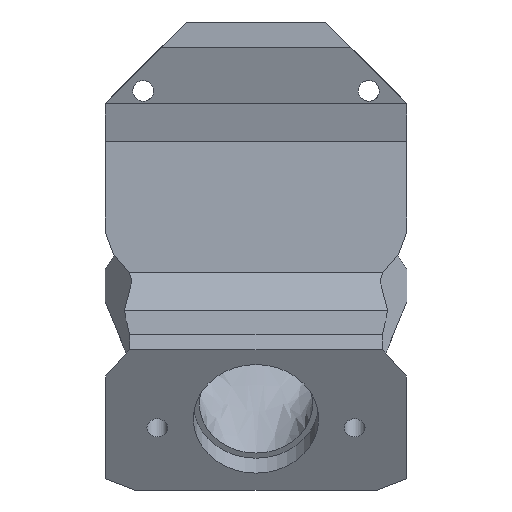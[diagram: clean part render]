
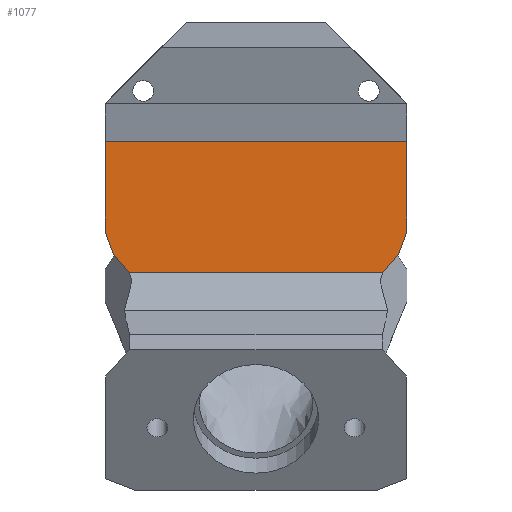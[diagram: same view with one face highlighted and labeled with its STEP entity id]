
A CAD part, front view. The second image highlights one B-rep face of the part: STEP entity #1077.
In plain terms, the highlighted planar face has unit normal (0, -1, 0).
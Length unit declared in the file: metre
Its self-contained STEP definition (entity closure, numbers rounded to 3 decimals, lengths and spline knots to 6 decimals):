
#95=LINE('',#1661,#219);
#119=LINE('',#1714,#243);
#124=LINE('',#1722,#248);
#130=LINE('',#1735,#254);
#131=LINE('',#1737,#255);
#132=LINE('',#1739,#256);
#133=LINE('',#1740,#257);
#134=LINE('',#1742,#258);
#219=VECTOR('',#1321,1.);
#243=VECTOR('',#1375,1.);
#248=VECTOR('',#1384,1.);
#254=VECTOR('',#1400,1.);
#255=VECTOR('',#1403,1.);
#256=VECTOR('',#1404,1.);
#257=VECTOR('',#1405,1.);
#258=VECTOR('',#1406,1.);
#299=PLANE('',#1165);
#499=ORIENTED_EDGE('',*,*,#730,.F.);
#500=ORIENTED_EDGE('',*,*,#744,.T.);
#501=ORIENTED_EDGE('',*,*,#745,.T.);
#502=ORIENTED_EDGE('',*,*,#702,.F.);
#503=ORIENTED_EDGE('',*,*,#746,.T.);
#504=ORIENTED_EDGE('',*,*,#747,.T.);
#505=ORIENTED_EDGE('',*,*,#735,.T.);
#506=ORIENTED_EDGE('',*,*,#743,.T.);
#702=EDGE_CURVE('',#844,#839,#95,.T.);
#730=EDGE_CURVE('',#858,#859,#119,.T.);
#735=EDGE_CURVE('',#860,#861,#124,.T.);
#743=EDGE_CURVE('',#861,#859,#130,.T.);
#744=EDGE_CURVE('',#858,#862,#131,.F.);
#745=EDGE_CURVE('',#862,#839,#132,.F.);
#746=EDGE_CURVE('',#844,#863,#133,.T.);
#747=EDGE_CURVE('',#863,#860,#134,.F.);
#839=VERTEX_POINT('',#1651);
#844=VERTEX_POINT('',#1660);
#858=VERTEX_POINT('',#1713);
#859=VERTEX_POINT('',#1715);
#860=VERTEX_POINT('',#1723);
#861=VERTEX_POINT('',#1724);
#862=VERTEX_POINT('',#1738);
#863=VERTEX_POINT('',#1741);
#924=EDGE_LOOP('',(#499,#500,#501,#502,#503,#504,#505,#506));
#1000=FACE_BOUND('',#924,.T.);
#1077=ADVANCED_FACE('',(#1000),#299,.T.);
#1165=AXIS2_PLACEMENT_3D('',#1736,#1401,#1402);
#1321=DIRECTION('',(-1.,0.,0.));
#1375=DIRECTION('',(0.,0.,1.));
#1384=DIRECTION('',(0.,0.,1.));
#1400=DIRECTION('',(-1.,0.,0.));
#1401=DIRECTION('',(0.,-1.,0.));
#1402=DIRECTION('',(0.,0.,-1.));
#1403=DIRECTION('',(-0.338,0.,0.941));
#1404=DIRECTION('',(-0.655,0.,0.756));
#1405=DIRECTION('',(0.655,0.,0.756));
#1406=DIRECTION('',(-0.338,0.,-0.941));
#1651=CARTESIAN_POINT('',(-0.021223,0.032,-0.0255));
#1660=CARTESIAN_POINT('',(0.021223,0.032,-0.0255));
#1661=CARTESIAN_POINT('',(0.025276,0.032,-0.0255));
#1713=CARTESIAN_POINT('',(-0.025274,0.032,-0.018513));
#1714=CARTESIAN_POINT('',(-0.025274,0.032,-0.0145));
#1715=CARTESIAN_POINT('',(-0.025274,0.032,-0.0035));
#1722=CARTESIAN_POINT('',(0.025274,0.032,-0.0145));
#1723=CARTESIAN_POINT('',(0.025274,0.032,-0.018513));
#1724=CARTESIAN_POINT('',(0.025274,0.032,-0.0035));
#1735=CARTESIAN_POINT('',(0.025276,0.032,-0.0035));
#1736=CARTESIAN_POINT('',(0.025276,0.032,-0.0145));
#1737=CARTESIAN_POINT('',(-0.020787,0.032,-0.031024));
#1738=CARTESIAN_POINT('',(-0.02386,0.032,-0.022455));
#1739=CARTESIAN_POINT('',(-0.006738,0.032,-0.042226));
#1740=CARTESIAN_POINT('',(0.028404,0.032,-0.017209));
#1741=CARTESIAN_POINT('',(0.02386,0.032,-0.022455));
#1742=CARTESIAN_POINT('',(0.02655,0.032,-0.014957));
